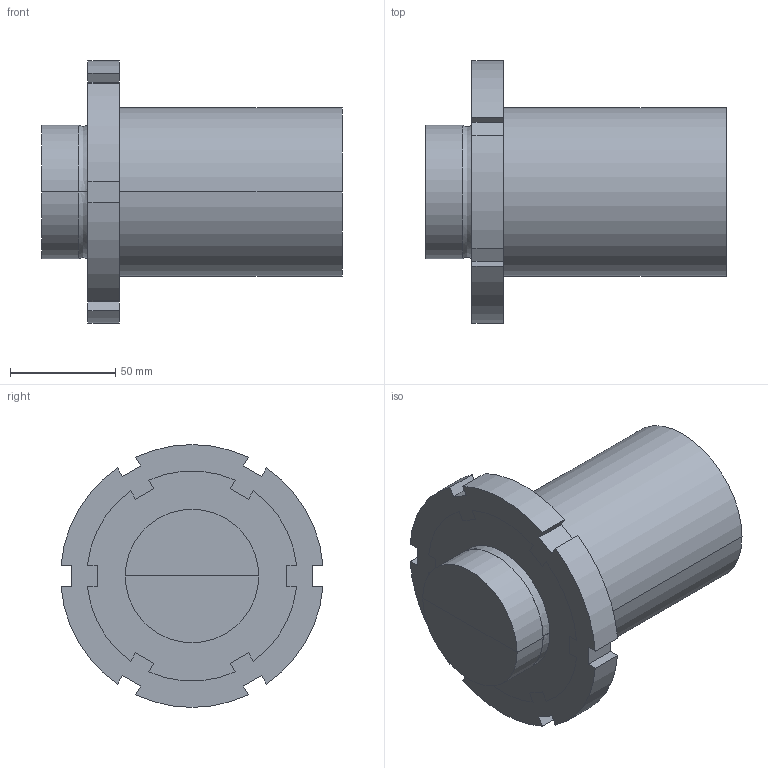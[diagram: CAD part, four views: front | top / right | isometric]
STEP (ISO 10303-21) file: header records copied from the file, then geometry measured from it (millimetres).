
FILE_DESCRIPTION(/* description */ (''),/* implementation_level */ '2;1');
FILE_NAME(/* name */ 'Plumbing_Joints_Aignep_Tube-Male-Reducer-90020-3DView-Preview',/* time_stamp */ '2025-08-20T22:18:04+03:00',/* author */ (''),/* organization */ (''),/* preprocessor_version */ 'ST-DEVELOPER v20',/* originating_system */ '',/* authorisation */ '');
FILE_SCHEMA (('AP242_MANAGED_MODEL_BASED_3D_ENGINEERING_MIM_LF { 1 0 10303 442 1 1 4 }'));
Length unit declared in the file: millimetre
Products named in the file (7): TopLevelAssembly; Joined Solid Geometry; Joined Solid Geometry_1; Model Lines; Model Lines_1; Model Lines_2; Model Lines_3
Assembly tree (6 placements, depth 2):
  TopLevelAssembly
    Joined Solid Geometry
    Joined Solid Geometry_1
    Model Lines
    Model Lines_1
    Model Lines_2
    Model Lines_3
Bounding box: 143 x 124.6 x 125 mm (x, y, z)
Volume: 1497051.9 mm3; surface area: 113557.8 mm2
Topology: 2 solids, 2 shells, 72 faces, 184 edges, 124 vertices
Faces by surface type: plane 48, cylinder 20, bspline 4
Entity records: 2433 total; most frequent: CARTESIAN_POINT 449, DIRECTION 394, ORIENTED_EDGE 360, EDGE_CURVE 180, LINE 136, VECTOR 136, AXIS2_PLACEMENT_3D 129, VERTEX_POINT 116
